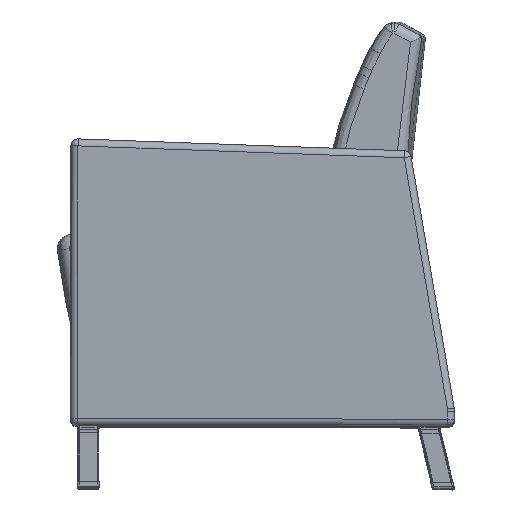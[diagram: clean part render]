
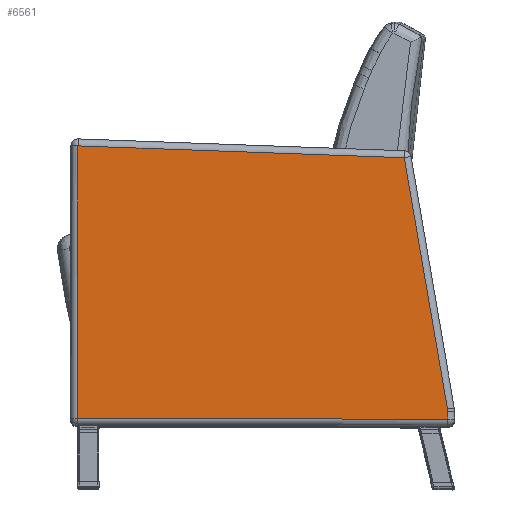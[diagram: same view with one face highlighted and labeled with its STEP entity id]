
A CAD part, top view. The second image highlights one B-rep face of the part: STEP entity #6561.
In plain terms, the highlighted face is planar.
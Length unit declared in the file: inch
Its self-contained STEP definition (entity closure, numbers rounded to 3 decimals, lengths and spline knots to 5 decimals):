
#229=PLANE('',#7221);
#432=LINE('',#17112,#769);
#435=LINE('',#17119,#772);
#441=LINE('',#17169,#778);
#442=LINE('',#17202,#779);
#447=LINE('',#17221,#784);
#769=VECTOR('',#7974,0.3937);
#772=VECTOR('',#7981,0.3937);
#778=VECTOR('',#8003,0.3937);
#779=VECTOR('',#8012,0.3937);
#784=VECTOR('',#8037,0.3937);
#1409=FACE_OUTER_BOUND('',#1837,.T.);
#1837=EDGE_LOOP('',(#5349,#5350,#5351,#5352,#5353,#5354));
#2145=CIRCLE('',#7199,2.76057);
#2925=VERTEX_POINT('',#17070);
#2931=VERTEX_POINT('',#17087);
#2938=VERTEX_POINT('',#17115);
#2948=VERTEX_POINT('',#17166);
#2949=VERTEX_POINT('',#17168);
#2951=VERTEX_POINT('',#17187);
#3753=EDGE_CURVE('',#2925,#2931,#432,.T.);
#3757=EDGE_CURVE('',#2931,#2938,#435,.T.);
#3769=EDGE_CURVE('',#2948,#2949,#441,.T.);
#3772=EDGE_CURVE('',#2949,#2951,#2145,.T.);
#3774=EDGE_CURVE('',#2951,#2925,#442,.T.);
#3785=EDGE_CURVE('',#2938,#2948,#447,.T.);
#5349=ORIENTED_EDGE('',*,*,#3769,.F.);
#5350=ORIENTED_EDGE('',*,*,#3785,.F.);
#5351=ORIENTED_EDGE('',*,*,#3757,.F.);
#5352=ORIENTED_EDGE('',*,*,#3753,.F.);
#5353=ORIENTED_EDGE('',*,*,#3774,.F.);
#5354=ORIENTED_EDGE('',*,*,#3772,.F.);
#6561=ADVANCED_FACE('',(#1409),#229,.F.);
#7199=AXIS2_PLACEMENT_3D('',#17188,#8008,#8009);
#7221=AXIS2_PLACEMENT_3D('',#17236,#8062,#8063);
#7974=DIRECTION('',(1.,0.,0.));
#7981=DIRECTION('',(0.,1.,0.));
#8003=DIRECTION('',(-0.171,-0.985,0.));
#8008=DIRECTION('center_axis',(0.,0.,1.));
#8009=DIRECTION('ref_axis',(-0.998,0.067,0.));
#8012=DIRECTION('',(0.,-1.,0.));
#8037=DIRECTION('',(-0.999,-0.034,0.));
#8062=DIRECTION('center_axis',(0.,0.,1.));
#8063=DIRECTION('ref_axis',(1.,0.,0.));
#17070=CARTESIAN_POINT('',(-12.80724,-9.46034,-1.5));
#17087=CARTESIAN_POINT('',(13.64695,-9.46034,-1.5));
#17112=CARTESIAN_POINT('',(-6.44369,-9.46034,-1.5));
#17115=CARTESIAN_POINT('',(13.64695,10.02647,-1.5));
#17119=CARTESIAN_POINT('',(13.64695,-4.83864,-1.5));
#17166=CARTESIAN_POINT('',(-9.67074,9.22367,-1.5));
#17168=CARTESIAN_POINT('',(-12.79597,-8.73029,-1.5));
#17169=CARTESIAN_POINT('',(-10.27762,5.73723,-1.5));
#17187=CARTESIAN_POINT('',(-12.80724,-8.90205,-1.5));
#17188=CARTESIAN_POINT('Origin',(-10.04831,-8.99696,-1.5));
#17202=CARTESIAN_POINT('',(-12.80724,-4.30537,-1.5));
#17221=CARTESIAN_POINT('',(6.8737,9.79327,-1.5));
#17236=CARTESIAN_POINT('Origin',(0.41985,0.28306,-1.5));
